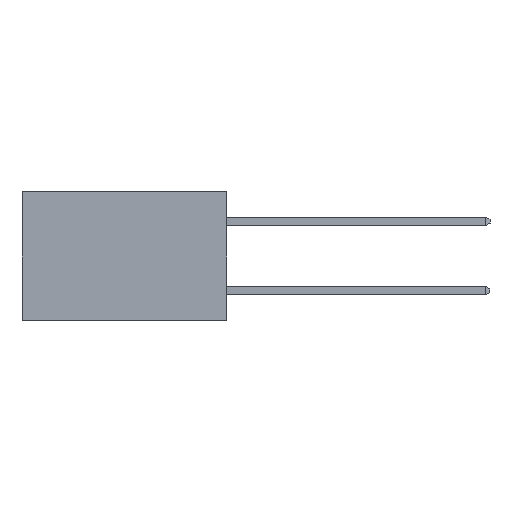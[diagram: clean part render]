
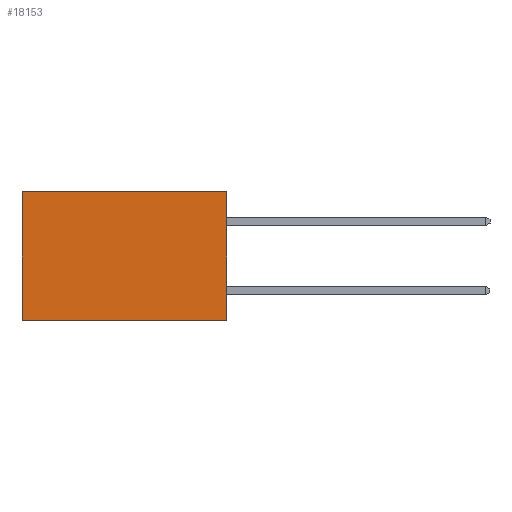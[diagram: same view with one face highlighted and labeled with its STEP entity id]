
A CAD part, left-side view. The second image highlights one B-rep face of the part: STEP entity #18153.
In plain terms, the highlighted planar face has unit normal (-1, 0, 0).
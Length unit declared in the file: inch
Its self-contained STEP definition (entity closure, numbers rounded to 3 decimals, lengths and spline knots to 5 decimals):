
#25 = LINE ( 'NONE', #17889, #602 ) ;
#152 = LINE ( 'NONE', #1385, #20696 ) ;
#602 = VECTOR ( 'NONE', #8183, 39.37008 ) ;
#1385 = CARTESIAN_POINT ( 'NONE',  ( 0.277, 0.59, -0.37 ) ) ;
#1499 = DIRECTION ( 'NONE',  ( 0., 0., -1. ) ) ;
#2099 = EDGE_CURVE ( 'NONE', #9280, #2306, #152, .T. ) ;
#2306 = VERTEX_POINT ( 'NONE', #4224 ) ;
#3112 = CARTESIAN_POINT ( 'NONE',  ( 0.277, 0.59, 0. ) ) ;
#3714 = CARTESIAN_POINT ( 'NONE',  ( 0.277, 0., 0. ) ) ;
#3737 = DIRECTION ( 'NONE',  ( 0., 1., 0. ) ) ;
#4224 = CARTESIAN_POINT ( 'NONE',  ( 0.277, 0.59, -0.37 ) ) ;
#5091 = PLANE ( 'NONE',  #5235 ) ;
#5130 = ORIENTED_EDGE ( 'NONE', *, *, #2099, .T. ) ;
#5235 = AXIS2_PLACEMENT_3D ( 'NONE', #18144, #16597, #6807 ) ;
#6311 = VECTOR ( 'NONE', #3737, 39.37008 ) ;
#6601 = CARTESIAN_POINT ( 'NONE',  ( 0.277, 0., -0.37 ) ) ;
#6659 = EDGE_CURVE ( 'NONE', #14924, #9280, #18837, .T. ) ;
#6807 = DIRECTION ( 'NONE',  ( 0., 0., -1. ) ) ;
#6827 = CARTESIAN_POINT ( 'NONE',  ( 0.277, 0., -0.37 ) ) ;
#7993 = VERTEX_POINT ( 'NONE', #6601 ) ;
#8183 = DIRECTION ( 'NONE',  ( 0., 1., 0. ) ) ;
#9280 = VERTEX_POINT ( 'NONE', #3112 ) ;
#13117 = VECTOR ( 'NONE', #16615, 39.37008 ) ;
#13659 = ORIENTED_EDGE ( 'NONE', *, *, #6659, .T. ) ;
#14193 = EDGE_LOOP ( 'NONE', ( #5130, #18729, #21225, #13659 ) ) ;
#14924 = VERTEX_POINT ( 'NONE', #18543 ) ;
#15306 = EDGE_CURVE ( 'NONE', #7993, #2306, #25, .T. ) ;
#16597 = DIRECTION ( 'NONE',  ( 1., 0., 0. ) ) ;
#16615 = DIRECTION ( 'NONE',  ( 0., 0., -1. ) ) ;
#17707 = FACE_OUTER_BOUND ( 'NONE', #14193, .T. ) ;
#17889 = CARTESIAN_POINT ( 'NONE',  ( 0.277, 0., -0.37 ) ) ;
#17931 = LINE ( 'NONE', #6827, #13117 ) ;
#18144 = CARTESIAN_POINT ( 'NONE',  ( 0.277, 0., -0.37 ) ) ;
#18153 = ADVANCED_FACE ( 'NONE', ( #17707 ), #5091, .F. ) ;
#18543 = CARTESIAN_POINT ( 'NONE',  ( 0.277, 0., 0. ) ) ;
#18729 = ORIENTED_EDGE ( 'NONE', *, *, #15306, .F. ) ;
#18837 = LINE ( 'NONE', #3714, #6311 ) ;
#19638 = EDGE_CURVE ( 'NONE', #14924, #7993, #17931, .T. ) ;
#20696 = VECTOR ( 'NONE', #1499, 39.37008 ) ;
#21225 = ORIENTED_EDGE ( 'NONE', *, *, #19638, .F. ) ;
